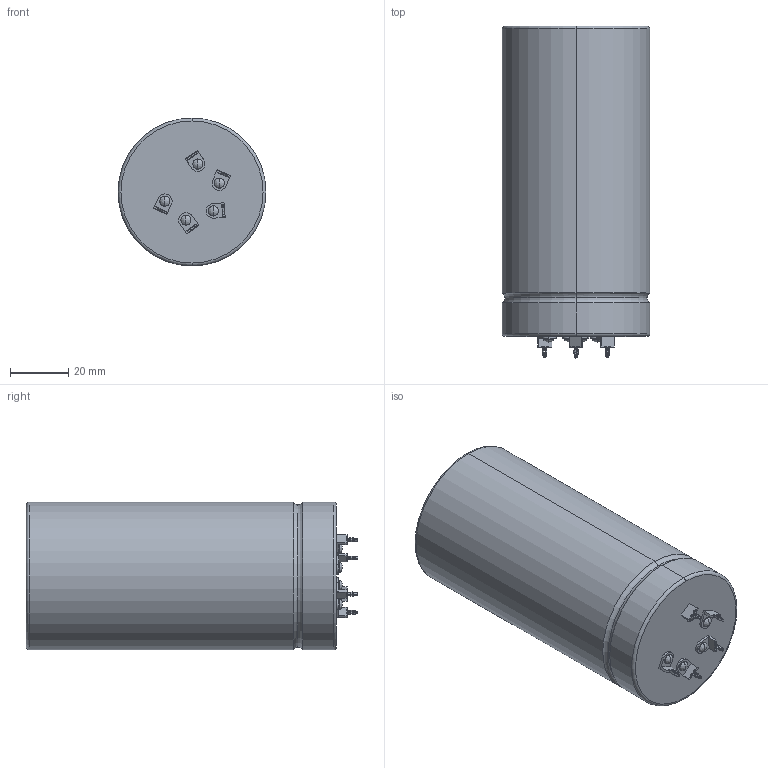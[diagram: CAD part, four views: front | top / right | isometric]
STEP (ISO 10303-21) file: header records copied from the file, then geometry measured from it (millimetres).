
FILE_DESCRIPTION (( 'STEP AP214' ), '1' );
FILE_NAME ('CARS_ALF2040G_50X105_D51L107S25LL6.5.STEP', '2020-06-05T21:39:52', ( '' ), ( '' ), 'SwSTEP 2.0', 'SolidWorks 2014', '' );
FILE_SCHEMA (( 'AUTOMOTIVE_DESIGN' ));
Length unit declared in the file: millimetre
Products named in the file (1): CARS_ALF2040G_50X105_D51L107S25LL6.5
Bounding box: 51 x 114.41 x 51 mm (x, y, z)
Volume: 218371.8 mm3; surface area: 21712.4 mm2
Topology: 6 solids, 6 shells, 395 faces, 960 edges, 577 vertices
Faces by surface type: cylinder 173, plane 161, torus 51, bspline 10
Entity records: 15806 total; most frequent: CARTESIAN_POINT 3055, ORIENTED_EDGE 1900, DIRECTION 1817, EDGE_CURVE 950, AXIS2_PLACEMENT_3D 609, LINE 599, VECTOR 599, VERTEX_POINT 577
